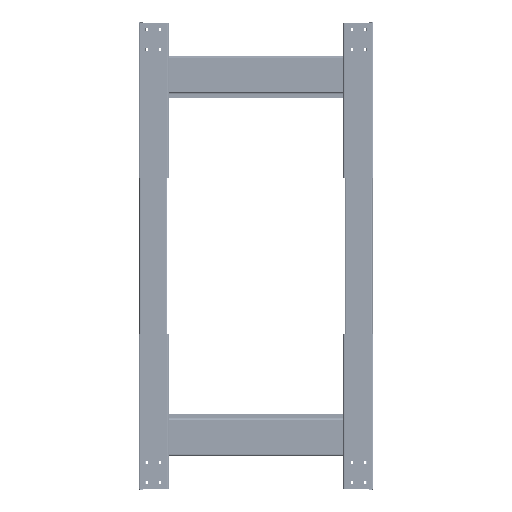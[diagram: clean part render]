
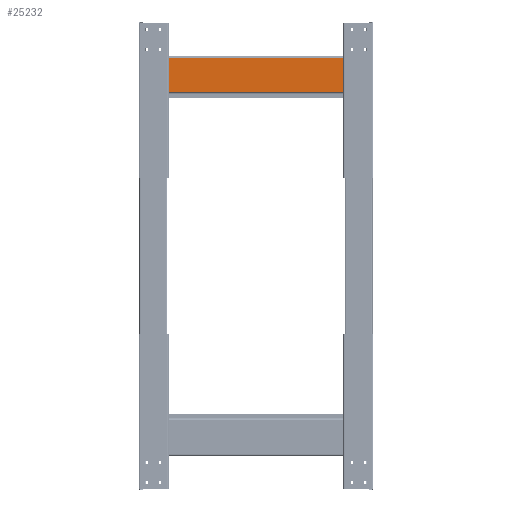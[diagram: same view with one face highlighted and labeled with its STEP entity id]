
A CAD part, front view. The second image highlights one B-rep face of the part: STEP entity #25232.
In plain terms, the highlighted planar face has unit normal (0, -1, 0).
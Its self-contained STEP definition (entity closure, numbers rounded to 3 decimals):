
#259 = DIRECTION ( 'NONE',  ( 0., 0., 1. ) ) ;
#602 = CARTESIAN_POINT ( 'NONE',  ( -235., -1.4, 2. ) ) ;
#629 = CARTESIAN_POINT ( 'NONE',  ( 259., -1.4, 2. ) ) ;
#1631 = AXIS2_PLACEMENT_3D ( 'NONE', #4873, #40388, #91433 ) ;
#1990 = ORIENTED_EDGE ( 'NONE', *, *, #43791, .T. ) ;
#2864 = EDGE_CURVE ( 'NONE', #54767, #79562, #48178, .T. ) ;
#3719 = VERTEX_POINT ( 'NONE', #64588 ) ;
#3776 = DIRECTION ( 'NONE',  ( 0., 0., 1. ) ) ;
#4516 = EDGE_CURVE ( 'NONE', #44021, #79562, #22682, .T. ) ;
#4635 = CARTESIAN_POINT ( 'NONE',  ( 300., -1.4, -45. ) ) ;
#4873 = CARTESIAN_POINT ( 'NONE',  ( 235., -1.4, 2. ) ) ;
#7165 = DIRECTION ( 'NONE',  ( 0., 1., 0. ) ) ;
#8016 = AXIS2_PLACEMENT_3D ( 'NONE', #26965, #34343, #41668 ) ;
#8232 = DIRECTION ( 'NONE',  ( 0., 1., 0. ) ) ;
#8986 = CIRCLE ( 'NONE', #50732, 6.3 ) ;
#10756 = CARTESIAN_POINT ( 'NONE',  ( 0., -1.4, 0. ) ) ;
#10979 = EDGE_CURVE ( 'NONE', #77242, #15077, #76696, .T. ) ;
#12427 = VECTOR ( 'NONE', #90587, 1000. ) ;
#13903 = DIRECTION ( 'NONE',  ( 0., 0., 1. ) ) ;
#14361 = ORIENTED_EDGE ( 'NONE', *, *, #89725, .T. ) ;
#14619 = DIRECTION ( 'NONE',  ( 0., 1., 0. ) ) ;
#15077 = VERTEX_POINT ( 'NONE', #27022 ) ;
#15279 = ORIENTED_EDGE ( 'NONE', *, *, #32809, .T. ) ;
#16127 = ORIENTED_EDGE ( 'NONE', *, *, #30123, .F. ) ;
#16665 = CIRCLE ( 'NONE', #8016, 0.5 ) ;
#18677 = AXIS2_PLACEMENT_3D ( 'NONE', #602, #8232, #80749 ) ;
#18893 = EDGE_LOOP ( 'NONE', ( #25451, #94033 ) ) ;
#20634 = LINE ( 'NONE', #60984, #85764 ) ;
#20708 = VECTOR ( 'NONE', #62981, 1000. ) ;
#21387 = CIRCLE ( 'NONE', #66444, 6.3 ) ;
#21858 = DIRECTION ( 'NONE',  ( 0., 0., 1. ) ) ;
#22099 = CARTESIAN_POINT ( 'NONE',  ( -259., -1.4, 1.5 ) ) ;
#22682 = LINE ( 'NONE', #47163, #12427 ) ;
#22897 = EDGE_LOOP ( 'NONE', ( #45385, #52932 ) ) ;
#24228 = VERTEX_POINT ( 'NONE', #44129 ) ;
#24696 = CARTESIAN_POINT ( 'NONE',  ( -300., -1.4, 46.1 ) ) ;
#25232 = ADVANCED_FACE ( 'NONE', ( #34564, #26568, #37955, #84837, #43696 ), #83889, .F. ) ;
#25451 = ORIENTED_EDGE ( 'NONE', *, *, #10979, .T. ) ;
#26568 = FACE_BOUND ( 'NONE', #78509, .T. ) ;
#26965 = CARTESIAN_POINT ( 'NONE',  ( -259., -1.4, 2. ) ) ;
#27022 = CARTESIAN_POINT ( 'NONE',  ( 235., -1.4, -4.3 ) ) ;
#29003 = CARTESIAN_POINT ( 'NONE',  ( -259., -1.4, 2. ) ) ;
#29535 = CIRCLE ( 'NONE', #43734, 0.5 ) ;
#30123 = EDGE_CURVE ( 'NONE', #44021, #50349, #20634, .T. ) ;
#32809 = EDGE_CURVE ( 'NONE', #24228, #93536, #16665, .T. ) ;
#34343 = DIRECTION ( 'NONE',  ( 0., 1., 0. ) ) ;
#34564 = FACE_BOUND ( 'NONE', #75636, .T. ) ;
#34913 = DIRECTION ( 'NONE',  ( 0., 1., 0. ) ) ;
#36442 = CIRCLE ( 'NONE', #84016, 0.5 ) ;
#37004 = CIRCLE ( 'NONE', #18677, 6.3 ) ;
#37925 = VECTOR ( 'NONE', #63114, 1000. ) ;
#37955 = FACE_BOUND ( 'NONE', #22897, .T. ) ;
#38148 = CARTESIAN_POINT ( 'NONE',  ( -235., -1.4, -4.3 ) ) ;
#40388 = DIRECTION ( 'NONE',  ( 0., 1., 0. ) ) ;
#41429 = AXIS2_PLACEMENT_3D ( 'NONE', #629, #43439, #94506 ) ;
#41668 = DIRECTION ( 'NONE',  ( 0., 0., 1. ) ) ;
#43439 = DIRECTION ( 'NONE',  ( 0., 1., 0. ) ) ;
#43696 = FACE_OUTER_BOUND ( 'NONE', #77092, .T. ) ;
#43734 = AXIS2_PLACEMENT_3D ( 'NONE', #29003, #14619, #259 ) ;
#43791 = EDGE_CURVE ( 'NONE', #3719, #69578, #36442, .T. ) ;
#44021 = VERTEX_POINT ( 'NONE', #60840 ) ;
#44129 = CARTESIAN_POINT ( 'NONE',  ( -259., -1.4, 2.5 ) ) ;
#45385 = ORIENTED_EDGE ( 'NONE', *, *, #94407, .T. ) ;
#46632 = EDGE_CURVE ( 'NONE', #54629, #93332, #37004, .T. ) ;
#47163 = CARTESIAN_POINT ( 'NONE',  ( -300., -1.4, -42.1 ) ) ;
#48042 = CARTESIAN_POINT ( 'NONE',  ( 300., -1.4, -42.1 ) ) ;
#48144 = EDGE_CURVE ( 'NONE', #54767, #50349, #60779, .T. ) ;
#48178 = LINE ( 'NONE', #4635, #37925 ) ;
#49593 = CARTESIAN_POINT ( 'NONE',  ( -235., -1.4, 2. ) ) ;
#50349 = VERTEX_POINT ( 'NONE', #24696 ) ;
#50732 = AXIS2_PLACEMENT_3D ( 'NONE', #49593, #34913, #70982 ) ;
#52932 = ORIENTED_EDGE ( 'NONE', *, *, #46632, .T. ) ;
#54629 = VERTEX_POINT ( 'NONE', #38148 ) ;
#54767 = VERTEX_POINT ( 'NONE', #61774 ) ;
#57717 = CARTESIAN_POINT ( 'NONE',  ( 259., -1.4, 2. ) ) ;
#58177 = CARTESIAN_POINT ( 'NONE',  ( 259., -1.4, 1.5 ) ) ;
#59314 = ORIENTED_EDGE ( 'NONE', *, *, #2864, .F. ) ;
#60779 = LINE ( 'NONE', #75706, #20708 ) ;
#60840 = CARTESIAN_POINT ( 'NONE',  ( -300., -1.4, -42.1 ) ) ;
#60984 = CARTESIAN_POINT ( 'NONE',  ( -300., -1.4, -45. ) ) ;
#61774 = CARTESIAN_POINT ( 'NONE',  ( 300., -1.4, 46.1 ) ) ;
#62981 = DIRECTION ( 'NONE',  ( -1., 0., 0. ) ) ;
#63114 = DIRECTION ( 'NONE',  ( 0., 0., -1. ) ) ;
#64546 = ORIENTED_EDGE ( 'NONE', *, *, #4516, .T. ) ;
#64588 = CARTESIAN_POINT ( 'NONE',  ( 259., -1.4, 2.5 ) ) ;
#65670 = DIRECTION ( 'NONE',  ( 0., 1., 0. ) ) ;
#66398 = AXIS2_PLACEMENT_3D ( 'NONE', #10756, #92185, #77174 ) ;
#66444 = AXIS2_PLACEMENT_3D ( 'NONE', #66611, #65670, #21858 ) ;
#66611 = CARTESIAN_POINT ( 'NONE',  ( 235., -1.4, 2. ) ) ;
#69330 = CIRCLE ( 'NONE', #41429, 0.5 ) ;
#69578 = VERTEX_POINT ( 'NONE', #58177 ) ;
#70982 = DIRECTION ( 'NONE',  ( 0., 0., 1. ) ) ;
#71945 = ORIENTED_EDGE ( 'NONE', *, *, #73435, .T. ) ;
#72872 = CARTESIAN_POINT ( 'NONE',  ( -235., -1.4, 8.3 ) ) ;
#73435 = EDGE_CURVE ( 'NONE', #69578, #3719, #69330, .T. ) ;
#75636 = EDGE_LOOP ( 'NONE', ( #15279, #14361 ) ) ;
#75706 = CARTESIAN_POINT ( 'NONE',  ( 300., -1.4, 46.1 ) ) ;
#76696 = CIRCLE ( 'NONE', #1631, 6.3 ) ;
#77092 = EDGE_LOOP ( 'NONE', ( #64546, #59314, #89203, #16127 ) ) ;
#77174 = DIRECTION ( 'NONE',  ( 0., 0., 1. ) ) ;
#77242 = VERTEX_POINT ( 'NONE', #84683 ) ;
#78509 = EDGE_LOOP ( 'NONE', ( #1990, #71945 ) ) ;
#79562 = VERTEX_POINT ( 'NONE', #48042 ) ;
#80749 = DIRECTION ( 'NONE',  ( 0., 0., 1. ) ) ;
#83889 = PLANE ( 'NONE',  #66398 ) ;
#84016 = AXIS2_PLACEMENT_3D ( 'NONE', #57717, #7165, #13903 ) ;
#84683 = CARTESIAN_POINT ( 'NONE',  ( 235., -1.4, 8.3 ) ) ;
#84837 = FACE_BOUND ( 'NONE', #18893, .T. ) ;
#85764 = VECTOR ( 'NONE', #3776, 1000. ) ;
#89203 = ORIENTED_EDGE ( 'NONE', *, *, #48144, .T. ) ;
#89725 = EDGE_CURVE ( 'NONE', #93536, #24228, #29535, .T. ) ;
#90430 = EDGE_CURVE ( 'NONE', #15077, #77242, #21387, .T. ) ;
#90587 = DIRECTION ( 'NONE',  ( 1., 0., 0. ) ) ;
#91433 = DIRECTION ( 'NONE',  ( 0., 0., 1. ) ) ;
#92185 = DIRECTION ( 'NONE',  ( 0., 1., 0. ) ) ;
#93332 = VERTEX_POINT ( 'NONE', #72872 ) ;
#93536 = VERTEX_POINT ( 'NONE', #22099 ) ;
#94033 = ORIENTED_EDGE ( 'NONE', *, *, #90430, .T. ) ;
#94407 = EDGE_CURVE ( 'NONE', #93332, #54629, #8986, .T. ) ;
#94506 = DIRECTION ( 'NONE',  ( 0., 0., 1. ) ) ;
